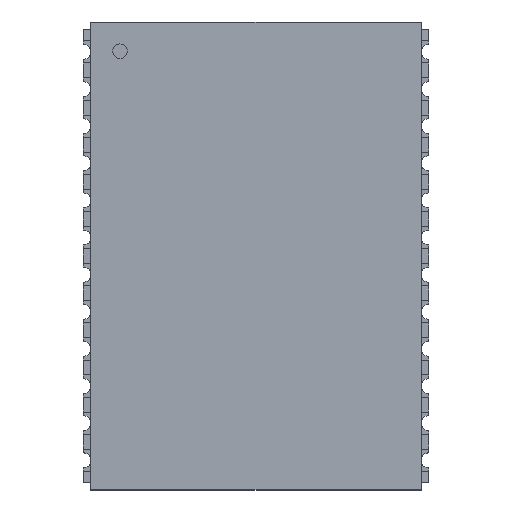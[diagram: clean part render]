
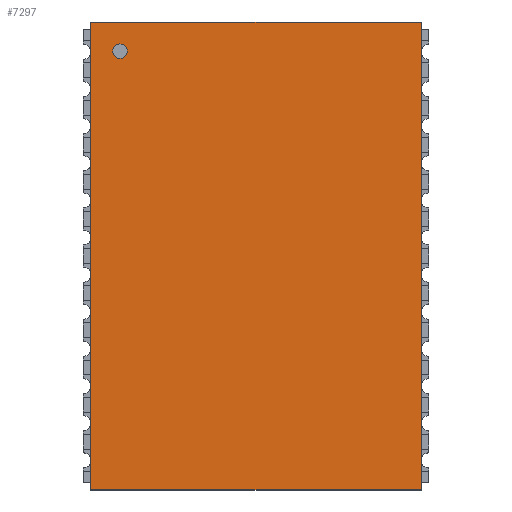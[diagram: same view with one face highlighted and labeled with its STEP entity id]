
A CAD part, top view. The second image highlights one B-rep face of the part: STEP entity #7297.
In plain terms, the highlighted planar face has unit normal (0, 0, 1).
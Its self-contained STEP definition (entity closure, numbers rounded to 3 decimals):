
#16=FACE_BOUND('',#832,.T.);
#67=CIRCLE('',#7693,0.5);
#469=FACE_OUTER_BOUND('',#831,.T.);
#831=EDGE_LOOP('',(#6596,#6597,#6598,#6599));
#832=EDGE_LOOP('',(#6600));
#1796=LINE('',#11569,#2780);
#1811=LINE('',#11597,#2795);
#1819=LINE('',#11612,#2803);
#1820=LINE('',#11614,#2804);
#2780=VECTOR('',#9475,32.);
#2795=VECTOR('',#9498,32.);
#2803=VECTOR('',#9516,22.62);
#2804=VECTOR('',#9519,22.62);
#3454=VERTEX_POINT('',#11492);
#3482=VERTEX_POINT('',#11566);
#3483=VERTEX_POINT('',#11568);
#3491=VERTEX_POINT('',#11594);
#3492=VERTEX_POINT('',#11596);
#4470=EDGE_CURVE('',#3454,#3454,#67,.T.);
#4506=EDGE_CURVE('',#3483,#3482,#1796,.T.);
#4521=EDGE_CURVE('',#3492,#3491,#1811,.T.);
#4529=EDGE_CURVE('',#3491,#3483,#1819,.T.);
#4530=EDGE_CURVE('',#3482,#3492,#1820,.T.);
#6596=ORIENTED_EDGE('',*,*,#4530,.T.);
#6597=ORIENTED_EDGE('',*,*,#4521,.T.);
#6598=ORIENTED_EDGE('',*,*,#4529,.T.);
#6599=ORIENTED_EDGE('',*,*,#4506,.T.);
#6600=ORIENTED_EDGE('',*,*,#4470,.T.);
#6937=PLANE('',#7716);
#7297=ADVANCED_FACE('',(#469,#16),#6937,.T.);
#7693=AXIS2_PLACEMENT_3D('',#11493,#9416,#9417);
#7716=AXIS2_PLACEMENT_3D('',#11616,#9522,#9523);
#9416=DIRECTION('center_axis',(0.,0.,-1.));
#9417=DIRECTION('ref_axis',(0.,1.,0.));
#9475=DIRECTION('',(0.,1.,0.));
#9498=DIRECTION('',(0.,-1.,0.));
#9516=DIRECTION('',(1.,0.,0.));
#9519=DIRECTION('',(-1.,0.,0.));
#9522=DIRECTION('center_axis',(0.,0.,1.));
#9523=DIRECTION('ref_axis',(0.,-1.,0.));
#11492=CARTESIAN_POINT('',(-9.31,13.5,9.91));
#11493=CARTESIAN_POINT('Origin',(-9.31,14.,9.91));
#11566=CARTESIAN_POINT('',(11.31,16.,9.91));
#11568=CARTESIAN_POINT('',(11.31,-16.,9.91));
#11569=CARTESIAN_POINT('',(11.31,16.,9.91));
#11594=CARTESIAN_POINT('',(-11.31,-16.,9.91));
#11596=CARTESIAN_POINT('',(-11.31,16.,9.91));
#11597=CARTESIAN_POINT('',(-11.31,-16.,9.91));
#11612=CARTESIAN_POINT('',(11.31,-16.,9.91));
#11614=CARTESIAN_POINT('',(-11.31,16.,9.91));
#11616=CARTESIAN_POINT('Origin',(0.,0.,
9.91));
